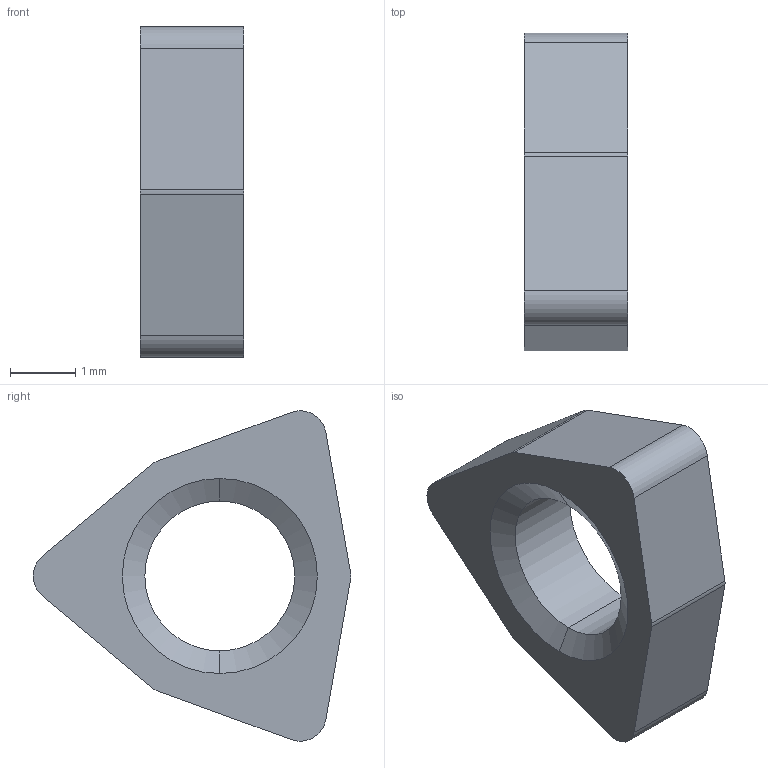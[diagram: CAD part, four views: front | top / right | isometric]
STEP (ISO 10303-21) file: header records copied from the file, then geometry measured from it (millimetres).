
FILE_DESCRIPTION((''),'2;1');
FILE_NAME('7115480100','2020-06-17T10:05:20',('schmidtst'),(''),'CREO PARAMETRIC BY PTC INC, 2018400','CREO PARAMETRIC BY PTC INC, 2018400','');
FILE_SCHEMA(('AUTOMOTIVE_DESIGN { 1 0 10303 214 1 1 1 1 }'));
Length unit declared in the file: millimetre
Products named in the file (1): 7115480100
Bounding box: 1.59 x 4.88 x 5.07 mm (x, y, z)
Volume: 18.3 mm3; surface area: 57.9 mm2
Topology: 1 solids, 1 shells, 20 faces, 64 edges, 46 vertices
Faces by surface type: plane 8, cylinder 8, cone 4
Entity records: 1241 total; most frequent: DIRECTION 150, CARTESIAN_POINT 129, ORIENTED_EDGE 100, PRESENTATION_STYLE_ASSIGNMENT 78, STYLED_ITEM 78, CURVE_STYLE 76, AXIS2_PLACEMENT_3D 55, EDGE_CURVE 50
